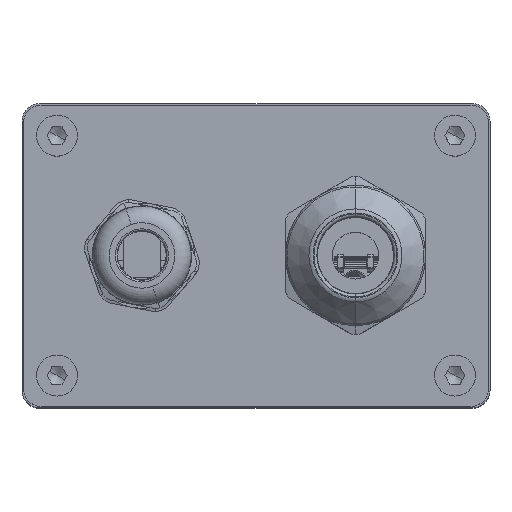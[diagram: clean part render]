
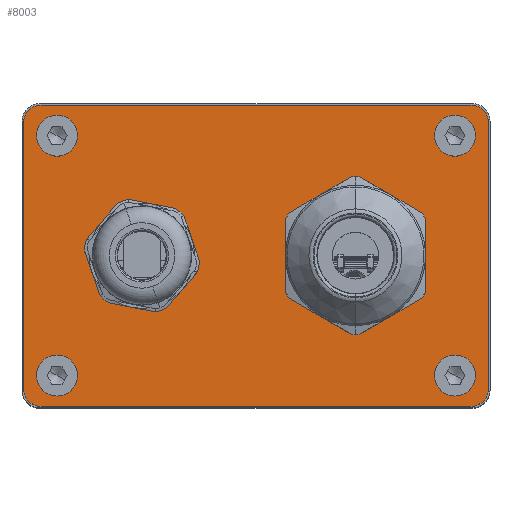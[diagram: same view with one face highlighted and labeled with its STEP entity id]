
A CAD part, top view. The second image highlights one B-rep face of the part: STEP entity #8003.
In plain terms, the highlighted planar face has unit normal (0, 0, 1).
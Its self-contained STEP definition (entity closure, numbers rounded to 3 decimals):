
#6814=AXIS2_PLACEMENT_3D('Circle Axis2P3D',#6812,#6813,$) ;
#6838=AXIS2_PLACEMENT_3D('Circle Axis2P3D',#6836,#6837,$) ;
#7509=AXIS2_PLACEMENT_3D('Circle Axis2P3D',#7507,#7508,$) ;
#7557=AXIS2_PLACEMENT_3D('Circle Axis2P3D',#7555,#7556,$) ;
#7605=AXIS2_PLACEMENT_3D('Circle Axis2P3D',#7603,#7604,$) ;
#7653=AXIS2_PLACEMENT_3D('Circle Axis2P3D',#7651,#7652,$) ;
#7703=AXIS2_PLACEMENT_3D('Circle Axis2P3D',#7701,#7702,$) ;
#7727=AXIS2_PLACEMENT_3D('Circle Axis2P3D',#7725,#7726,$) ;
#7769=AXIS2_PLACEMENT_3D('Circle Axis2P3D',#7767,#7768,$) ;
#7793=AXIS2_PLACEMENT_3D('Circle Axis2P3D',#7791,#7792,$) ;
#7835=AXIS2_PLACEMENT_3D('Circle Axis2P3D',#7833,#7834,$) ;
#7859=AXIS2_PLACEMENT_3D('Circle Axis2P3D',#7857,#7858,$) ;
#7892=AXIS2_PLACEMENT_3D('Circle Axis2P3D',#7890,#7891,$) ;
#7911=AXIS2_PLACEMENT_3D('Circle Axis2P3D',#7909,#7910,$) ;
#7935=AXIS2_PLACEMENT_3D('Circle Axis2P3D',#7933,#7934,$) ;
#7954=AXIS2_PLACEMENT_3D('Circle Axis2P3D',#7952,#7953,$) ;
#7967=AXIS2_PLACEMENT_3D('Plane Axis2P3D',#7964,#7965,#7966) ;
#6809=CARTESIAN_POINT('Vertex',(8.15,5.5,76.2)) ;
#6812=CARTESIAN_POINT('Axis2P3D Location',(6.,5.5,76.2)) ;
#6816=CARTESIAN_POINT('Vertex',(3.85,5.5,76.2)) ;
#6836=CARTESIAN_POINT('Axis2P3D Location',(6.,5.5,76.2)) ;
#7497=CARTESIAN_POINT('Vertex',(79.75,48.75,76.2)) ;
#7504=CARTESIAN_POINT('Vertex',(76.75,51.75,76.2)) ;
#7507=CARTESIAN_POINT('Axis2P3D Location',(76.75,48.75,76.2)) ;
#7528=CARTESIAN_POINT('Vertex',(79.75,3.25,76.2)) ;
#7531=CARTESIAN_POINT('Line Origine',(79.75,26.,76.2)) ;
#7552=CARTESIAN_POINT('Vertex',(76.75,0.25,76.2)) ;
#7555=CARTESIAN_POINT('Axis2P3D Location',(76.75,3.25,76.2)) ;
#7576=CARTESIAN_POINT('Vertex',(3.25,0.25,76.2)) ;
#7579=CARTESIAN_POINT('Line Origine',(40.,0.25,76.2)) ;
#7600=CARTESIAN_POINT('Vertex',(0.25,3.25,76.2)) ;
#7603=CARTESIAN_POINT('Axis2P3D Location',(3.25,3.25,76.2)) ;
#7624=CARTESIAN_POINT('Vertex',(0.25,48.75,76.2)) ;
#7627=CARTESIAN_POINT('Line Origine',(0.25,26.,76.2)) ;
#7648=CARTESIAN_POINT('Vertex',(3.25,51.75,76.2)) ;
#7651=CARTESIAN_POINT('Axis2P3D Location',(3.25,48.75,76.2)) ;
#7668=CARTESIAN_POINT('Line Origine',(40.,51.75,76.2)) ;
#7698=CARTESIAN_POINT('Vertex',(71.85,5.5,76.2)) ;
#7701=CARTESIAN_POINT('Axis2P3D Location',(74.,5.5,76.2)) ;
#7705=CARTESIAN_POINT('Vertex',(76.15,5.5,76.2)) ;
#7725=CARTESIAN_POINT('Axis2P3D Location',(74.,5.5,76.2)) ;
#7764=CARTESIAN_POINT('Vertex',(8.15,46.5,76.2)) ;
#7767=CARTESIAN_POINT('Axis2P3D Location',(6.,46.5,76.2)) ;
#7771=CARTESIAN_POINT('Vertex',(3.85,46.5,76.2)) ;
#7791=CARTESIAN_POINT('Axis2P3D Location',(6.,46.5,76.2)) ;
#7830=CARTESIAN_POINT('Vertex',(71.85,46.5,76.2)) ;
#7833=CARTESIAN_POINT('Axis2P3D Location',(74.,46.5,76.2)) ;
#7837=CARTESIAN_POINT('Vertex',(76.15,46.5,76.2)) ;
#7857=CARTESIAN_POINT('Axis2P3D Location',(74.,46.5,76.2)) ;
#7887=CARTESIAN_POINT('Vertex',(28.75,26.,76.2)) ;
#7890=CARTESIAN_POINT('Axis2P3D Location',(20.5,26.,76.2)) ;
#7894=CARTESIAN_POINT('Vertex',(12.25,26.,76.2)) ;
#7909=CARTESIAN_POINT('Axis2P3D Location',(20.5,26.,76.2)) ;
#7930=CARTESIAN_POINT('Vertex',(46.75,26.,76.2)) ;
#7933=CARTESIAN_POINT('Axis2P3D Location',(57.,26.,76.2)) ;
#7937=CARTESIAN_POINT('Vertex',(67.25,26.,76.2)) ;
#7952=CARTESIAN_POINT('Axis2P3D Location',(57.,26.,76.2)) ;
#7964=CARTESIAN_POINT('Axis2P3D Location',(59.5,26.,76.2)) ;
#6813=DIRECTION('Axis2P3D Direction',(0.,0.,-1.)) ;
#6837=DIRECTION('Axis2P3D Direction',(0.,0.,-1.)) ;
#7508=DIRECTION('Axis2P3D Direction',(0.,0.,1.)) ;
#7532=DIRECTION('Vector Direction',(0.,1.,0.)) ;
#7556=DIRECTION('Axis2P3D Direction',(0.,0.,1.)) ;
#7580=DIRECTION('Vector Direction',(1.,0.,0.)) ;
#7604=DIRECTION('Axis2P3D Direction',(0.,0.,1.)) ;
#7628=DIRECTION('Vector Direction',(0.,-1.,0.)) ;
#7652=DIRECTION('Axis2P3D Direction',(0.,0.,1.)) ;
#7669=DIRECTION('Vector Direction',(-1.,0.,0.)) ;
#7702=DIRECTION('Axis2P3D Direction',(0.,0.,-1.)) ;
#7726=DIRECTION('Axis2P3D Direction',(0.,0.,-1.)) ;
#7768=DIRECTION('Axis2P3D Direction',(0.,0.,-1.)) ;
#7792=DIRECTION('Axis2P3D Direction',(0.,0.,-1.)) ;
#7834=DIRECTION('Axis2P3D Direction',(0.,0.,-1.)) ;
#7858=DIRECTION('Axis2P3D Direction',(0.,0.,-1.)) ;
#7891=DIRECTION('Axis2P3D Direction',(0.,0.,1.)) ;
#7910=DIRECTION('Axis2P3D Direction',(0.,0.,1.)) ;
#7934=DIRECTION('Axis2P3D Direction',(0.,0.,1.)) ;
#7953=DIRECTION('Axis2P3D Direction',(0.,0.,1.)) ;
#7965=DIRECTION('Axis2P3D Direction',(0.,0.,1.)) ;
#7966=DIRECTION('Axis2P3D XDirection',(-1.,0.,0.)) ;
#7533=VECTOR('Line Direction',#7532,1.) ;
#7581=VECTOR('Line Direction',#7580,1.) ;
#7629=VECTOR('Line Direction',#7628,1.) ;
#7670=VECTOR('Line Direction',#7669,1.) ;
#7970=ORIENTED_EDGE('',*,*,#7559,.T.) ;
#7971=ORIENTED_EDGE('',*,*,#7535,.T.) ;
#7972=ORIENTED_EDGE('',*,*,#7511,.T.) ;
#7973=ORIENTED_EDGE('',*,*,#7672,.T.) ;
#7974=ORIENTED_EDGE('',*,*,#7655,.T.) ;
#7975=ORIENTED_EDGE('',*,*,#7631,.T.) ;
#7976=ORIENTED_EDGE('',*,*,#7607,.T.) ;
#7977=ORIENTED_EDGE('',*,*,#7583,.T.) ;
#7980=ORIENTED_EDGE('',*,*,#7839,.T.) ;
#7981=ORIENTED_EDGE('',*,*,#7861,.T.) ;
#7984=ORIENTED_EDGE('',*,*,#7913,.F.) ;
#7985=ORIENTED_EDGE('',*,*,#7896,.F.) ;
#7988=ORIENTED_EDGE('',*,*,#7939,.F.) ;
#7989=ORIENTED_EDGE('',*,*,#7956,.F.) ;
#7992=ORIENTED_EDGE('',*,*,#6840,.T.) ;
#7993=ORIENTED_EDGE('',*,*,#6818,.T.) ;
#7996=ORIENTED_EDGE('',*,*,#7773,.T.) ;
#7997=ORIENTED_EDGE('',*,*,#7795,.T.) ;
#8000=ORIENTED_EDGE('',*,*,#7729,.T.) ;
#8001=ORIENTED_EDGE('',*,*,#7707,.T.) ;
#7982=FACE_BOUND('',#7979,.T.) ;
#7986=FACE_BOUND('',#7983,.T.) ;
#7990=FACE_BOUND('',#7987,.T.) ;
#7994=FACE_BOUND('',#7991,.T.) ;
#7998=FACE_BOUND('',#7995,.T.) ;
#8002=FACE_BOUND('',#7999,.T.) ;
#8003=ADVANCED_FACE('Hauptk\X2\00F6\X0\rper',(#7978,#7982,#7986,#7990,#7994,#7998,#8002),#7968,.T.) ;
#6815=CIRCLE('generated circle',#6814,2.15) ;
#6839=CIRCLE('generated circle',#6838,2.15) ;
#7510=CIRCLE('generated circle',#7509,3.) ;
#7558=CIRCLE('generated circle',#7557,3.) ;
#7606=CIRCLE('generated circle',#7605,3.) ;
#7654=CIRCLE('generated circle',#7653,3.) ;
#7704=CIRCLE('generated circle',#7703,2.15) ;
#7728=CIRCLE('generated circle',#7727,2.15) ;
#7770=CIRCLE('generated circle',#7769,2.15) ;
#7794=CIRCLE('generated circle',#7793,2.15) ;
#7836=CIRCLE('generated circle',#7835,2.15) ;
#7860=CIRCLE('generated circle',#7859,2.15) ;
#7893=CIRCLE('generated circle',#7892,8.25) ;
#7912=CIRCLE('generated circle',#7911,8.25) ;
#7936=CIRCLE('generated circle',#7935,10.25) ;
#7955=CIRCLE('generated circle',#7954,10.25) ;
#6818=EDGE_CURVE('',#6817,#6810,#6815,.T.) ;
#6840=EDGE_CURVE('',#6810,#6817,#6839,.T.) ;
#7511=EDGE_CURVE('',#7498,#7505,#7510,.T.) ;
#7535=EDGE_CURVE('',#7529,#7498,#7534,.T.) ;
#7559=EDGE_CURVE('',#7553,#7529,#7558,.T.) ;
#7583=EDGE_CURVE('',#7577,#7553,#7582,.T.) ;
#7607=EDGE_CURVE('',#7601,#7577,#7606,.T.) ;
#7631=EDGE_CURVE('',#7625,#7601,#7630,.T.) ;
#7655=EDGE_CURVE('',#7649,#7625,#7654,.T.) ;
#7672=EDGE_CURVE('',#7505,#7649,#7671,.T.) ;
#7707=EDGE_CURVE('',#7706,#7699,#7704,.T.) ;
#7729=EDGE_CURVE('',#7699,#7706,#7728,.T.) ;
#7773=EDGE_CURVE('',#7772,#7765,#7770,.T.) ;
#7795=EDGE_CURVE('',#7765,#7772,#7794,.T.) ;
#7839=EDGE_CURVE('',#7838,#7831,#7836,.T.) ;
#7861=EDGE_CURVE('',#7831,#7838,#7860,.T.) ;
#7896=EDGE_CURVE('',#7888,#7895,#7893,.T.) ;
#7913=EDGE_CURVE('',#7895,#7888,#7912,.T.) ;
#7939=EDGE_CURVE('',#7931,#7938,#7936,.T.) ;
#7956=EDGE_CURVE('',#7938,#7931,#7955,.T.) ;
#7969=EDGE_LOOP('',(#7970,#7971,#7972,#7973,#7974,#7975,#7976,#7977)) ;
#7979=EDGE_LOOP('',(#7980,#7981)) ;
#7983=EDGE_LOOP('',(#7984,#7985)) ;
#7987=EDGE_LOOP('',(#7988,#7989)) ;
#7991=EDGE_LOOP('',(#7992,#7993)) ;
#7995=EDGE_LOOP('',(#7996,#7997)) ;
#7999=EDGE_LOOP('',(#8000,#8001)) ;
#7978=FACE_OUTER_BOUND('',#7969,.T.) ;
#7534=LINE('Line',#7531,#7533) ;
#7582=LINE('Line',#7579,#7581) ;
#7630=LINE('Line',#7627,#7629) ;
#7671=LINE('Line',#7668,#7670) ;
#7968=PLANE('',#7967) ;
#6810=VERTEX_POINT('',#6809) ;
#6817=VERTEX_POINT('',#6816) ;
#7498=VERTEX_POINT('',#7497) ;
#7505=VERTEX_POINT('',#7504) ;
#7529=VERTEX_POINT('',#7528) ;
#7553=VERTEX_POINT('',#7552) ;
#7577=VERTEX_POINT('',#7576) ;
#7601=VERTEX_POINT('',#7600) ;
#7625=VERTEX_POINT('',#7624) ;
#7649=VERTEX_POINT('',#7648) ;
#7699=VERTEX_POINT('',#7698) ;
#7706=VERTEX_POINT('',#7705) ;
#7765=VERTEX_POINT('',#7764) ;
#7772=VERTEX_POINT('',#7771) ;
#7831=VERTEX_POINT('',#7830) ;
#7838=VERTEX_POINT('',#7837) ;
#7888=VERTEX_POINT('',#7887) ;
#7895=VERTEX_POINT('',#7894) ;
#7931=VERTEX_POINT('',#7930) ;
#7938=VERTEX_POINT('',#7937) ;
